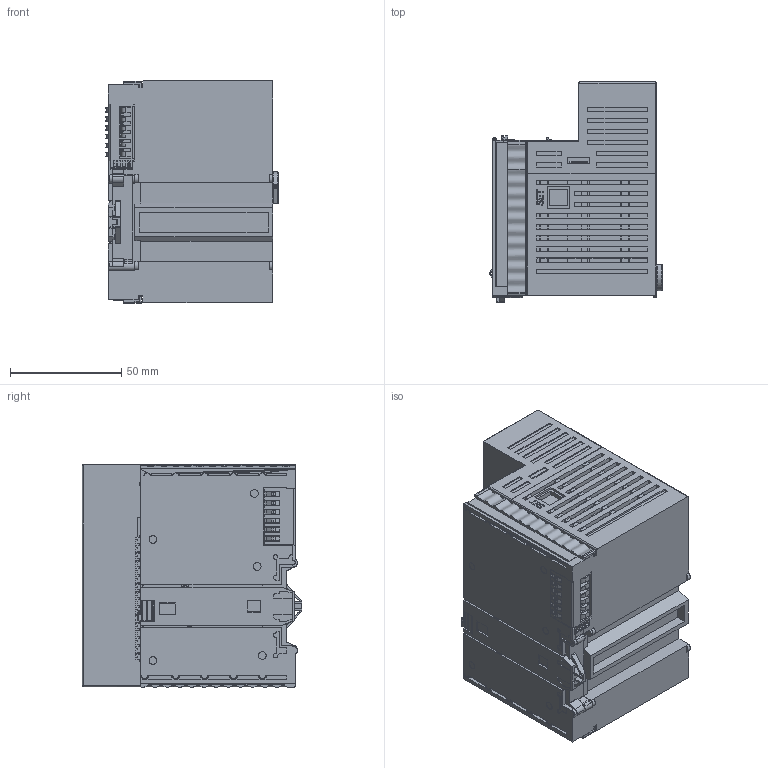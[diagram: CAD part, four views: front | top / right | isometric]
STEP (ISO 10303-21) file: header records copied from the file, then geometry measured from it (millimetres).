
FILE_DESCRIPTION (( 'STEP AP203' ), '1' );
FILE_NAME ('PLC-250-CPU-0800-0DC.STEP', '2025-07-14T06:36:26', ( '' ), ( '' ), 'SwSTEP 2.0', 'SolidWorks 2022', '' );
FILE_SCHEMA (( 'CONFIG_CONTROL_DESIGN' ));
Products named in the file (1): PLC-250-CPU-0800-0DC
Bounding box: 77.56 x 98.95 x 100.21 mm (x, y, z)
Surface area: 71573.2 mm2 (no closed solid volume)
Topology: 0 solids, 39 shells, 5806 faces, 16382 edges, 10755 vertices
Faces by surface type: plane 4399, cylinder 1002, torus 139, cone 122, bspline 108, sphere 36
Entity records: 192116 total; most frequent: CARTESIAN_POINT 42659, ORIENTED_EDGE 32686, DIRECTION 28689, EDGE_CURVE 16348, LINE 12781, VECTOR 12781, VERTEX_POINT 10745, AXIS2_PLACEMENT_3D 7954
